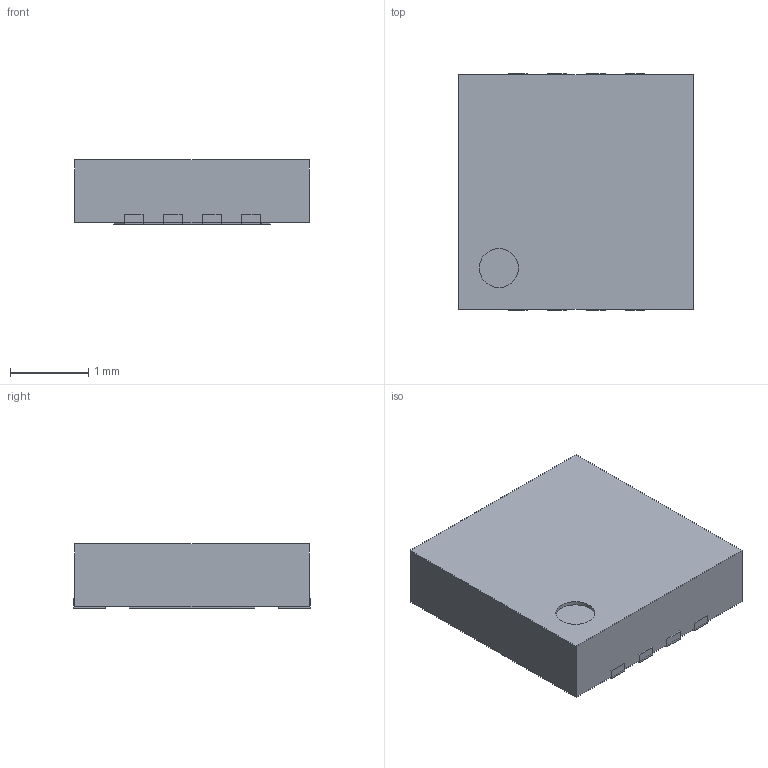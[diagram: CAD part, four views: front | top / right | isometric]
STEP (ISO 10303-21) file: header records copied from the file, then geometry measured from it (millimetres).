
FILE_DESCRIPTION(/* description */ (''),/* implementation_level */ '2;1');
FILE_NAME(/* name */ 'WSON-8.stp',/* time_stamp */ '2017-02-10T06:06:03-05:00',/* author */ (''),/* organization */ (''),/* preprocessor_version */ 'ST-DEVELOPER v16.5',/* originating_system */ 'Autodesk Translation Framework v5.2.0.2920',/* authorisation */ '');
FILE_SCHEMA (('AUTOMOTIVE_DESIGN { 1 0 10303 214 3 1 1 }'));
Length unit declared in the file: millimetre
Products named in the file (5): WSON-8 v2; Component1; Component2; Component2(Mirror); Component4
Assembly tree (10 placements, depth 2):
  WSON-8 v2
    Component1
    Component2  x4
    Component2(Mirror)  x4
    Component4
Bounding box: 3 x 3.02 x 0.82 mm (x, y, z)
Volume: 7.4 mm3; surface area: 37 mm2
Topology: 10 solids, 10 shells, 63 faces, 126 edges, 84 vertices
Faces by surface type: plane 62, cylinder 1
Full cylindrical faces by diameter (mm): 0.5 x1
Entity records: 860 total; most frequent: DIRECTION 139, CARTESIAN_POINT 131, ORIENTED_EDGE 106, EDGE_CURVE 53, LINE 51, VECTOR 51, AXIS2_PLACEMENT_3D 44, VERTEX_POINT 36
